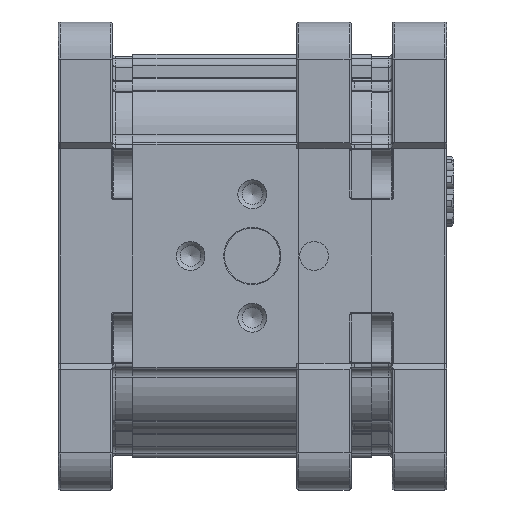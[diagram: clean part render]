
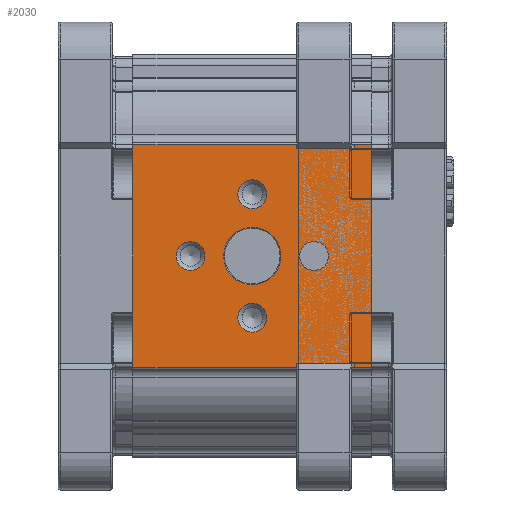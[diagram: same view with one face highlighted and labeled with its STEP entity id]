
A CAD part, left-side view. The second image highlights one B-rep face of the part: STEP entity #2030.
In plain terms, the highlighted planar face has unit normal (-1, 0, 0).
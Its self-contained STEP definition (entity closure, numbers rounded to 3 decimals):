
#2030 = ADVANCED_FACE( '', ( #5072, #5073, #5074, #5075, #5076, #5077 ), #5078, .T. );
#5072 = FACE_BOUND( '', #9514, .T. );
#5073 = FACE_BOUND( '', #9515, .T. );
#5074 = FACE_BOUND( '', #9516, .T. );
#5075 = FACE_BOUND( '', #9517, .T. );
#5076 = FACE_BOUND( '', #9518, .T. );
#5077 = FACE_OUTER_BOUND( '', #9519, .T. );
#5078 = PLANE( '', #9520 );
#9514 = EDGE_LOOP( '', ( #17009 ) );
#9515 = EDGE_LOOP( '', ( #17010 ) );
#9516 = EDGE_LOOP( '', ( #17011 ) );
#9517 = EDGE_LOOP( '', ( #17012 ) );
#9518 = EDGE_LOOP( '', ( #17013 ) );
#9519 = EDGE_LOOP( '', ( #17014, #17015, #17016, #17017 ) );
#9520 = AXIS2_PLACEMENT_3D( '', #17018, #17019, #17020 );
#17009 = ORIENTED_EDGE( '', *, *, #27403, .T. );
#17010 = ORIENTED_EDGE( '', *, *, #27404, .T. );
#17011 = ORIENTED_EDGE( '', *, *, #26185, .T. );
#17012 = ORIENTED_EDGE( '', *, *, #27405, .T. );
#17013 = ORIENTED_EDGE( '', *, *, #27406, .T. );
#17014 = ORIENTED_EDGE( '', *, *, #27407, .F. );
#17015 = ORIENTED_EDGE( '', *, *, #27408, .F. );
#17016 = ORIENTED_EDGE( '', *, *, #26823, .T. );
#17017 = ORIENTED_EDGE( '', *, *, #27409, .T. );
#17018 = CARTESIAN_POINT( '', ( -43., 58., 27.048 ) );
#17019 = DIRECTION( '', ( -1., 0., 0. ) );
#17020 = DIRECTION( '', ( 0., 0., 1. ) );
#26185 = EDGE_CURVE( '', #31105, #31105, #31106, .F. );
#26823 = EDGE_CURVE( '', #32183, #32181, #32184, .T. );
#27403 = EDGE_CURVE( '', #33103, #33103, #33104, .F. );
#27404 = EDGE_CURVE( '', #33105, #33105, #33106, .F. );
#27405 = EDGE_CURVE( '', #33107, #33107, #33108, .F. );
#27406 = EDGE_CURVE( '', #33109, #33109, #33110, .F. );
#27407 = EDGE_CURVE( '', #33111, #33112, #33113, .T. );
#27408 = EDGE_CURVE( '', #32183, #33111, #33114, .T. );
#27409 = EDGE_CURVE( '', #32181, #33112, #33115, .T. );
#31105 = VERTEX_POINT( '', #38718 );
#31106 = CIRCLE( '', #38719, 3.5 );
#32181 = VERTEX_POINT( '', #40725 );
#32183 = VERTEX_POINT( '', #40727 );
#32184 = LINE( '', #40728, #40729 );
#33103 = VERTEX_POINT( '', #42714 );
#33104 = CIRCLE( '', #42715, 3.5 );
#33105 = VERTEX_POINT( '', #42716 );
#33106 = CIRCLE( '', #42717, 3.5 );
#33107 = VERTEX_POINT( '', #42718 );
#33108 = CIRCLE( '', #42719, 3.5 );
#33109 = VERTEX_POINT( '', #42720 );
#33110 = CIRCLE( '', #42721, 6.95 );
#33111 = VERTEX_POINT( '', #42722 );
#33112 = VERTEX_POINT( '', #42723 );
#33113 = LINE( '', #42724, #42725 );
#33114 = LINE( '', #42726, #42727 );
#33115 = LINE( '', #42728, #42729 );
#38718 = CARTESIAN_POINT( '', ( -43., 29., -11.5 ) );
#38719 = AXIS2_PLACEMENT_3D( '', #49942, #49943, #49944 );
#40725 = CARTESIAN_POINT( '', ( -43., 58., -27.048 ) );
#40727 = CARTESIAN_POINT( '', ( -43., 58., 27.048 ) );
#40728 = CARTESIAN_POINT( '', ( -43., 58., 27.048 ) );
#40729 = VECTOR( '', #50815, 1000. );
#42714 = CARTESIAN_POINT( '', ( -43., 14., 3.5 ) );
#42715 = AXIS2_PLACEMENT_3D( '', #51611, #51612, #51613 );
#42716 = CARTESIAN_POINT( '', ( -43., 44., 3.5 ) );
#42717 = AXIS2_PLACEMENT_3D( '', #51614, #51615, #51616 );
#42718 = CARTESIAN_POINT( '', ( -43., 29., 18.5 ) );
#42719 = AXIS2_PLACEMENT_3D( '', #51617, #51618, #51619 );
#42720 = CARTESIAN_POINT( '', ( -43., 29., 6.95 ) );
#42721 = AXIS2_PLACEMENT_3D( '', #51620, #51621, #51622 );
#42722 = CARTESIAN_POINT( '', ( -43., 0., 27.048 ) );
#42723 = CARTESIAN_POINT( '', ( -43., 0., -27.048 ) );
#42724 = CARTESIAN_POINT( '', ( -43., 0., 27.048 ) );
#42725 = VECTOR( '', #51623, 1000. );
#42726 = CARTESIAN_POINT( '', ( -43., 58., 27.048 ) );
#42727 = VECTOR( '', #51624, 1000. );
#42728 = CARTESIAN_POINT( '', ( -43., 58., -27.048 ) );
#42729 = VECTOR( '', #51625, 1000. );
#49942 = CARTESIAN_POINT( '', ( -43., 29., -15. ) );
#49943 = DIRECTION( '', ( -1., 0., 0. ) );
#49944 = DIRECTION( '', ( 0., 0., 1. ) );
#50815 = DIRECTION( '', ( 0., 0., -1. ) );
#51611 = CARTESIAN_POINT( '', ( -43., 14., 0. ) );
#51612 = DIRECTION( '', ( -1., 0., 0. ) );
#51613 = DIRECTION( '', ( 0., 0., 1. ) );
#51614 = CARTESIAN_POINT( '', ( -43., 44., 0. ) );
#51615 = DIRECTION( '', ( -1., 0., 0. ) );
#51616 = DIRECTION( '', ( 0., 0., 1. ) );
#51617 = CARTESIAN_POINT( '', ( -43., 29., 15. ) );
#51618 = DIRECTION( '', ( -1., 0., 0. ) );
#51619 = DIRECTION( '', ( 0., 0., 1. ) );
#51620 = CARTESIAN_POINT( '', ( -43., 29., 0. ) );
#51621 = DIRECTION( '', ( -1., 0., 0. ) );
#51622 = DIRECTION( '', ( 0., 0., 1. ) );
#51623 = DIRECTION( '', ( 0., 0., -1. ) );
#51624 = DIRECTION( '', ( 0., -1., 0. ) );
#51625 = DIRECTION( '', ( 0., -1., 0. ) );
